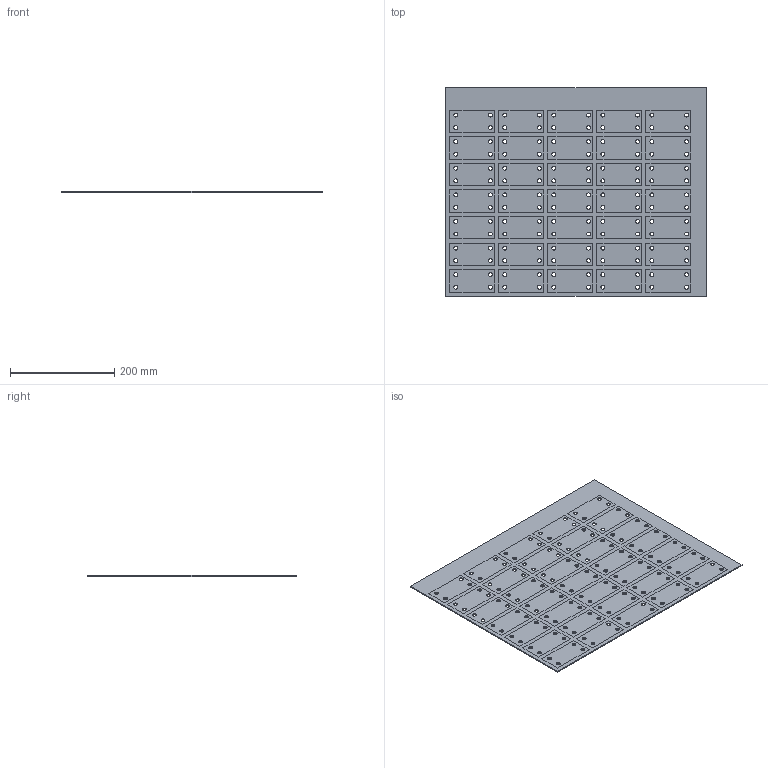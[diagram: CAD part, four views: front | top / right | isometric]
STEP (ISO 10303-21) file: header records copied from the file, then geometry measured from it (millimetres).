
FILE_DESCRIPTION(/* description */ (''),/* implementation_level */ '2;1');
FILE_NAME(/* name */ 'JSM-01 v4.step',/* time_stamp */ '2024-06-20T12:51:35+05:30',/* author */ (''),/* organization */ (''),/* preprocessor_version */ 'ST-DEVELOPER v20',/* originating_system */ 'Autodesk Translation Framework v13.14.0.145',/* authorisation */ '');
FILE_SCHEMA (('AUTOMOTIVE_DESIGN { 1 0 10303 214 3 1 1 }'));
Length unit declared in the file: millimetre
Products named in the file (1): JSM-01
Bounding box: 500 x 400 x 2 mm (x, y, z)
Volume: 387630 mm3; surface area: 433947.3 mm2
Topology: 36 solids, 36 shells, 496 faces, 1272 edges, 848 vertices
Faces by surface type: plane 356, cylinder 140
Full cylindrical faces by diameter (mm): 7.5 x140
Entity records: 15694 total; most frequent: CARTESIAN_POINT 2617, DIRECTION 2546, ORIENTED_EDGE 2544, EDGE_CURVE 1272, LINE 992, VECTOR 992, VERTEX_POINT 848, EDGE_LOOP 846
